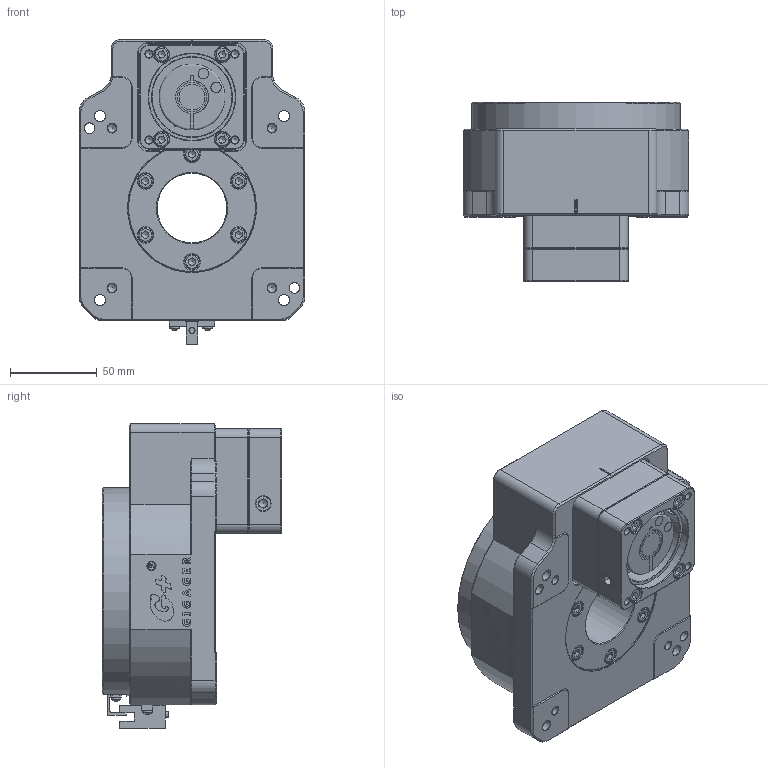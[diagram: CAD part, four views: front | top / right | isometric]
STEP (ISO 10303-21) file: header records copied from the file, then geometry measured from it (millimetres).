
FILE_DESCRIPTION (( 'STEP AP203' ), '1' );
FILE_NAME ('GSB130-10K-SV2.step', '2021-06-01T02:08:09', ( 'Microsoft' ), ( 'Microsoft' ), 'SwSTEP 2.0', 'SolidWorks 2019', '' );
FILE_SCHEMA (( 'CONFIG_CONTROL_DESIGN' ));
Length unit declared in the file: millimetre
Products named in the file (1): GSB130-10K-SV2
Bounding box: 130 x 103.5 x 175.5 mm (x, y, z)
Volume: 848945.9 mm3; surface area: 213914.6 mm2
Topology: 28 solids, 30 shells, 1235 faces, 2975 edges, 1861 vertices
Faces by surface type: plane 570, cylinder 267, cone 237, bspline 107, torus 50, sphere 4
Full cylindrical faces by diameter (mm): 1.5 x1, 2.5 x4, 3 x4, 3.2 x2, 3.5 x1, 4.2 x25, 5 x27, 5.5 x11, 5.6 x4, 6 x4, 6.5 x8, 8.5 x13, 9 x9, 10 x6, 10.5 x4, 14 x1, 15 x1, 16.68 x1, 19.4 x2, 20 x4, 26 x1, 32 x1, 40 x1, 45 x1, 46 x1, 47 x1, 50 x6, 60 x1, 72 x1, 74 x2
Entity records: 37661 total; most frequent: CARTESIAN_POINT 11202, DIRECTION 5281, ORIENTED_EDGE 5034, EDGE_CURVE 2517, AXIS2_PLACEMENT_3D 2008, VERTEX_POINT 1768, EDGE_LOOP 1755, FACE_OUTER_BOUND 1420
